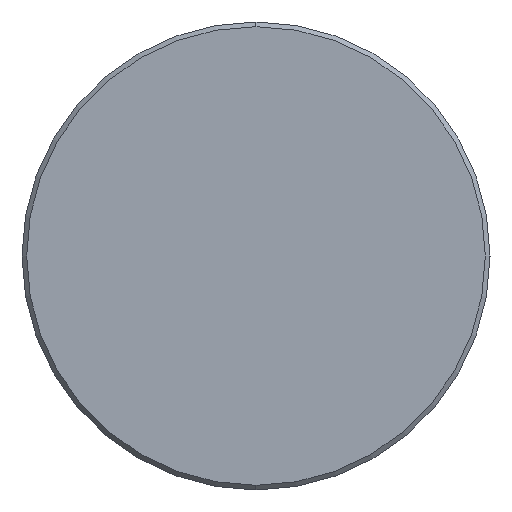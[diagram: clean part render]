
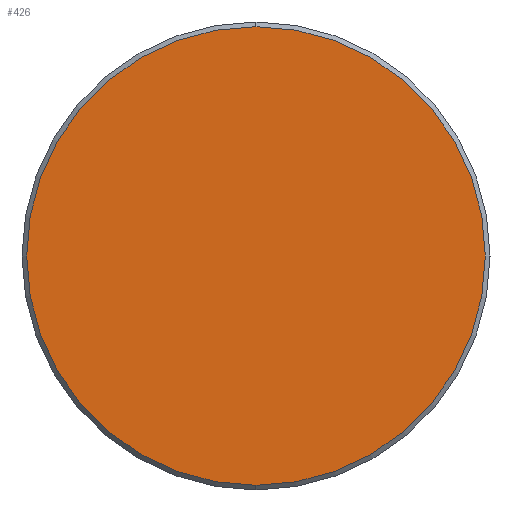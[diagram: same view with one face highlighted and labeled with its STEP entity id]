
A CAD part, left-side view. The second image highlights one B-rep face of the part: STEP entity #426.
In plain terms, the highlighted planar face has unit normal (-1, 0, 0).
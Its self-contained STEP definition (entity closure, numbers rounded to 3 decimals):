
#5 = CIRCLE ( 'NONE', #190, 14.7 ) ;
#32 = CARTESIAN_POINT ( 'NONE',  ( 0., 0., 0. ) ) ;
#35 = DIRECTION ( 'NONE',  ( 0., 0., -1. ) ) ;
#77 = EDGE_CURVE ( 'NONE', #417, #125, #292, .T. ) ;
#125 = VERTEX_POINT ( 'NONE', #326 ) ;
#163 = AXIS2_PLACEMENT_3D ( 'NONE', #420, #278, #199 ) ;
#190 = AXIS2_PLACEMENT_3D ( 'NONE', #334, #479, #260 ) ;
#199 = DIRECTION ( 'NONE',  ( 0., 0., 1. ) ) ;
#260 = DIRECTION ( 'NONE',  ( 0., 0., 1. ) ) ;
#267 = PLANE ( 'NONE',  #415 ) ;
#277 = ORIENTED_EDGE ( 'NONE', *, *, #77, .T. ) ;
#278 = DIRECTION ( 'NONE',  ( -1., 0., 0. ) ) ;
#292 = CIRCLE ( 'NONE', #163, 14.7 ) ;
#303 = CARTESIAN_POINT ( 'NONE',  ( 0., 0., -14.7 ) ) ;
#326 = CARTESIAN_POINT ( 'NONE',  ( 0., 0., 14.7 ) ) ;
#334 = CARTESIAN_POINT ( 'NONE',  ( 0., 0., 0. ) ) ;
#349 = EDGE_LOOP ( 'NONE', ( #277, #396 ) ) ;
#386 = EDGE_CURVE ( 'NONE', #125, #417, #5, .T. ) ;
#396 = ORIENTED_EDGE ( 'NONE', *, *, #386, .T. ) ;
#415 = AXIS2_PLACEMENT_3D ( 'NONE', #32, #444, #35 ) ;
#417 = VERTEX_POINT ( 'NONE', #303 ) ;
#420 = CARTESIAN_POINT ( 'NONE',  ( 0., 0., 0. ) ) ;
#426 = ADVANCED_FACE ( 'NONE', ( #477 ), #267, .F. ) ;
#444 = DIRECTION ( 'NONE',  ( 1., 0., 0. ) ) ;
#477 = FACE_OUTER_BOUND ( 'NONE', #349, .T. ) ;
#479 = DIRECTION ( 'NONE',  ( -1., 0., 0. ) ) ;
